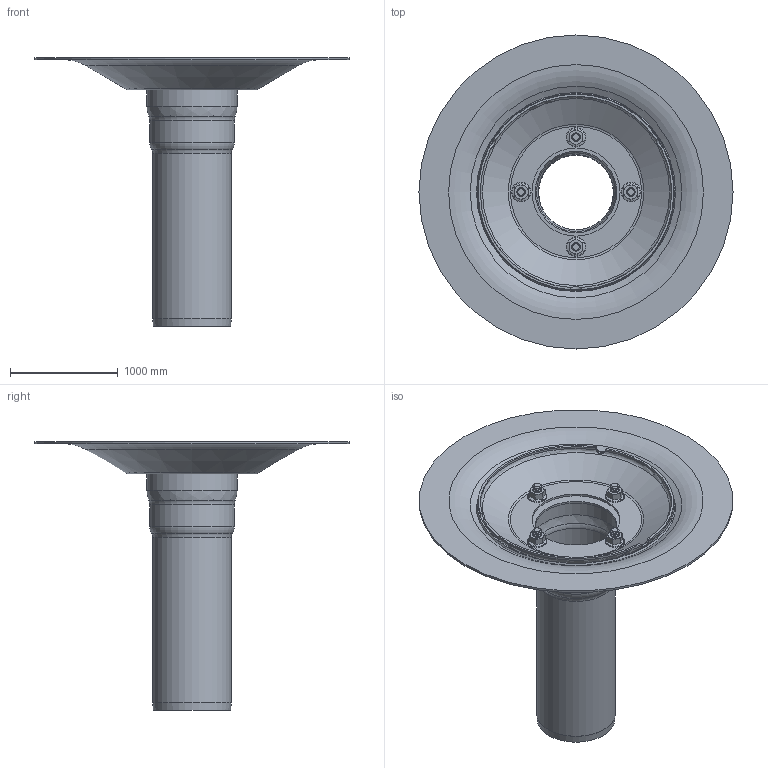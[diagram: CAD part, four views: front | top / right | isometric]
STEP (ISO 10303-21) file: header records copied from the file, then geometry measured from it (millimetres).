
FILE_DESCRIPTION(/* description */ (''),/* implementation_level */ '2;1');
FILE_NAME(/* name */ '19231.070X_3D.stp',/* time_stamp */ '2025-11-11T10:22:31+01:00',/* author */ ('d.brandes'),/* organization */ (''),/* preprocessor_version */ 'ST-DEVELOPER v20.1',/* originating_system */ 'AutoCAD Mechanical',/* authorisation */ '');
FILE_SCHEMA (('AUTOMOTIVE_DESIGN { 1 0 10303 214 3 1 1 }'));
Length unit declared in the file: centimetre
Products named in the file (4): Product; *S0; *U1; *U2
Assembly tree (6 placements, depth 3):
  Product
    *S0
    *U1
      *U2  x4
Bounding box: 2920 x 2920 x 2500 mm (x, y, z)
Volume: 278971633.6 mm3; surface area: 32589120.3 mm2
Topology: 12 solids, 12 shells, 225 faces, 498 edges, 302 vertices
Faces by surface type: cone 127, plane 50, cylinder 26, torus 20, bspline 2
Full cylindrical faces by diameter (mm): 66.47 x4, 110 x4, 706 x1, 730 x1, 756 x1, 764 x1, 788 x1, 814 x1, 820 x1, 838 x1, 2920 x1
Entity records: 5146 total; most frequent: CARTESIAN_POINT 1388, DIRECTION 793, ORIENTED_EDGE 738, EDGE_CURVE 369, AXIS2_PLACEMENT_3D 350, VERTEX_POINT 227, CIRCLE 183, EDGE_LOOP 182
